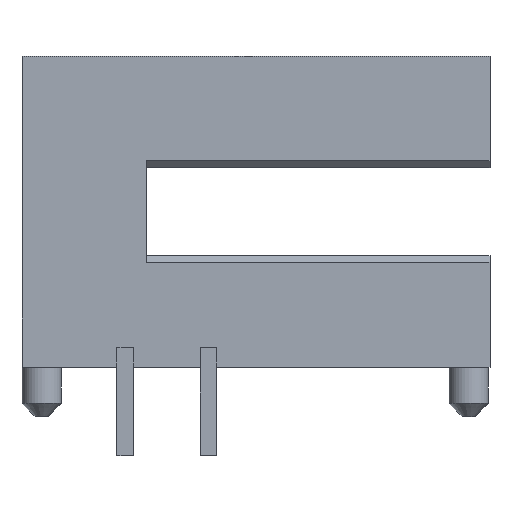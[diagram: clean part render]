
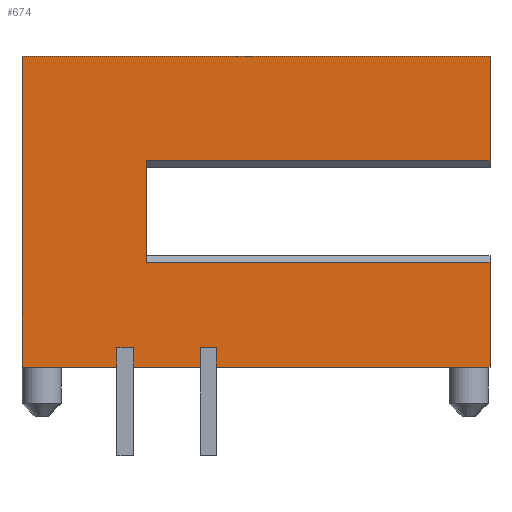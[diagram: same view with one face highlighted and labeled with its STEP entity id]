
A CAD part, top view. The second image highlights one B-rep face of the part: STEP entity #674.
In plain terms, the highlighted planar face has unit normal (0, 0, 1).
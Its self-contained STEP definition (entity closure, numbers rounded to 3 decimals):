
#448=CARTESIAN_POINT('',(-1.71,-4.15,6.));
#449=VERTEX_POINT('',#448);
#458=CARTESIAN_POINT('',(-1.71,-4.75,6.));
#459=VERTEX_POINT('',#458);
#460=CARTESIAN_POINT('',(-1.71,-4.75,6.));
#461=DIRECTION('',(0.0,1.0,0.0));
#462=VECTOR('',#461,0.6);
#463=LINE('',#460,#462);
#464=EDGE_CURVE('',#459,#449,#463,.T.);
#519=CARTESIAN_POINT('',(-1.21,-4.15,6.));
#520=VERTEX_POINT('',#519);
#528=CARTESIAN_POINT('',(-1.21,-4.75,6.));
#529=VERTEX_POINT('',#528);
#536=CARTESIAN_POINT('',(-1.21,-4.15,6.));
#537=DIRECTION('',(0.0,-1.0,0.0));
#538=VECTOR('',#537,0.6);
#539=LINE('',#536,#538);
#540=EDGE_CURVE('',#520,#529,#539,.T.);
#553=CARTESIAN_POINT('',(-1.71,-4.15,6.));
#554=DIRECTION('',(1.0,0.0,0.0));
#555=VECTOR('',#554,0.5);
#556=LINE('',#553,#555);
#557=EDGE_CURVE('',#449,#520,#556,.T.);
#562=CARTESIAN_POINT('',(0.,0.,6.));
#563=DIRECTION('',(0.0,0.0,1.0));
#564=DIRECTION('',(1.0,0.0,0.0));
#565=AXIS2_PLACEMENT_3D('',#562,#563,#564);
#566=PLANE('',#565);
#567=ORIENTED_EDGE('',*,*,#464,.T.);
#568=ORIENTED_EDGE('',*,*,#557,.T.);
#569=ORIENTED_EDGE('',*,*,#540,.T.);
#570=CARTESIAN_POINT('',(7.15,-4.75,6.));
#571=VERTEX_POINT('',#570);
#572=CARTESIAN_POINT('',(7.15,-4.75,6.));
#573=DIRECTION('',(-1.0,0.0,0.0));
#574=VECTOR('',#573,8.36);
#575=LINE('',#572,#574);
#576=EDGE_CURVE('',#571,#529,#575,.T.);
#577=ORIENTED_EDGE('',*,*,#576,.F.);
#578=CARTESIAN_POINT('',(7.15,-1.55,6.));
#579=VERTEX_POINT('',#578);
#580=CARTESIAN_POINT('',(7.15,-1.55,6.));
#581=DIRECTION('',(0.0,-1.0,0.0));
#582=VECTOR('',#581,3.2);
#583=LINE('',#580,#582);
#584=EDGE_CURVE('',#579,#571,#583,.T.);
#585=ORIENTED_EDGE('',*,*,#584,.F.);
#586=CARTESIAN_POINT('',(-3.35,-1.55,6.));
#587=VERTEX_POINT('',#586);
#588=CARTESIAN_POINT('',(-3.35,-1.55,6.));
#589=DIRECTION('',(1.0,0.0,0.0));
#590=VECTOR('',#589,10.5);
#591=LINE('',#588,#590);
#592=EDGE_CURVE('',#587,#579,#591,.T.);
#593=ORIENTED_EDGE('',*,*,#592,.F.);
#594=CARTESIAN_POINT('',(-3.35,1.55,6.));
#595=VERTEX_POINT('',#594);
#596=CARTESIAN_POINT('',(-3.35,1.55,6.));
#597=DIRECTION('',(0.0,-1.0,0.0));
#598=VECTOR('',#597,3.1);
#599=LINE('',#596,#598);
#600=EDGE_CURVE('',#595,#587,#599,.T.);
#601=ORIENTED_EDGE('',*,*,#600,.F.);
#602=CARTESIAN_POINT('',(7.15,1.55,6.));
#603=VERTEX_POINT('',#602);
#604=CARTESIAN_POINT('',(7.15,1.55,6.));
#605=DIRECTION('',(-1.0,0.0,0.0));
#606=VECTOR('',#605,10.5);
#607=LINE('',#604,#606);
#608=EDGE_CURVE('',#603,#595,#607,.T.);
#609=ORIENTED_EDGE('',*,*,#608,.F.);
#610=CARTESIAN_POINT('',(7.15,4.75,6.));
#611=VERTEX_POINT('',#610);
#612=CARTESIAN_POINT('',(7.15,4.75,6.));
#613=DIRECTION('',(0.0,-1.0,0.0));
#614=VECTOR('',#613,3.2);
#615=LINE('',#612,#614);
#616=EDGE_CURVE('',#611,#603,#615,.T.);
#617=ORIENTED_EDGE('',*,*,#616,.F.);
#618=CARTESIAN_POINT('',(-7.15,4.75,6.));
#619=VERTEX_POINT('',#618);
#620=CARTESIAN_POINT('',(-7.15,4.75,6.));
#621=DIRECTION('',(1.0,0.0,0.0));
#622=VECTOR('',#621,14.3);
#623=LINE('',#620,#622);
#624=EDGE_CURVE('',#619,#611,#623,.T.);
#625=ORIENTED_EDGE('',*,*,#624,.F.);
#626=CARTESIAN_POINT('',(-7.15,-4.75,6.));
#627=VERTEX_POINT('',#626);
#628=CARTESIAN_POINT('',(-7.15,-4.75,6.));
#629=DIRECTION('',(0.0,1.0,0.0));
#630=VECTOR('',#629,9.5);
#631=LINE('',#628,#630);
#632=EDGE_CURVE('',#627,#619,#631,.T.);
#633=ORIENTED_EDGE('',*,*,#632,.F.);
#634=CARTESIAN_POINT('',(-4.25,-4.75,6.));
#635=VERTEX_POINT('',#634);
#636=CARTESIAN_POINT('',(-4.25,-4.75,6.));
#637=DIRECTION('',(-1.0,0.0,0.0));
#638=VECTOR('',#637,2.9);
#639=LINE('',#636,#638);
#640=EDGE_CURVE('',#635,#627,#639,.T.);
#641=ORIENTED_EDGE('',*,*,#640,.F.);
#642=CARTESIAN_POINT('',(-4.25,-4.15,6.));
#643=VERTEX_POINT('',#642);
#644=CARTESIAN_POINT('',(-4.25,-4.75,6.));
#645=DIRECTION('',(0.0,1.0,0.0));
#646=VECTOR('',#645,0.6);
#647=LINE('',#644,#646);
#648=EDGE_CURVE('',#635,#643,#647,.T.);
#649=ORIENTED_EDGE('',*,*,#648,.T.);
#650=CARTESIAN_POINT('',(-3.75,-4.15,6.));
#651=VERTEX_POINT('',#650);
#652=CARTESIAN_POINT('',(-4.25,-4.15,6.));
#653=DIRECTION('',(1.0,0.0,0.0));
#654=VECTOR('',#653,0.5);
#655=LINE('',#652,#654);
#656=EDGE_CURVE('',#643,#651,#655,.T.);
#657=ORIENTED_EDGE('',*,*,#656,.T.);
#658=CARTESIAN_POINT('',(-3.75,-4.75,6.));
#659=VERTEX_POINT('',#658);
#660=CARTESIAN_POINT('',(-3.75,-4.15,6.));
#661=DIRECTION('',(0.0,-1.0,0.0));
#662=VECTOR('',#661,0.6);
#663=LINE('',#660,#662);
#664=EDGE_CURVE('',#651,#659,#663,.T.);
#665=ORIENTED_EDGE('',*,*,#664,.T.);
#666=CARTESIAN_POINT('',(-1.71,-4.75,6.));
#667=DIRECTION('',(-1.0,0.0,0.0));
#668=VECTOR('',#667,2.04);
#669=LINE('',#666,#668);
#670=EDGE_CURVE('',#459,#659,#669,.T.);
#671=ORIENTED_EDGE('',*,*,#670,.F.);
#672=EDGE_LOOP('',(#567,#568,#569,#577,#585,#593,#601,#609,#617,#625,#633,#641,#649,#657,#665,#671));
#673=FACE_OUTER_BOUND('',#672,.T.);
#674=ADVANCED_FACE('',(#673),#566,.T.);
